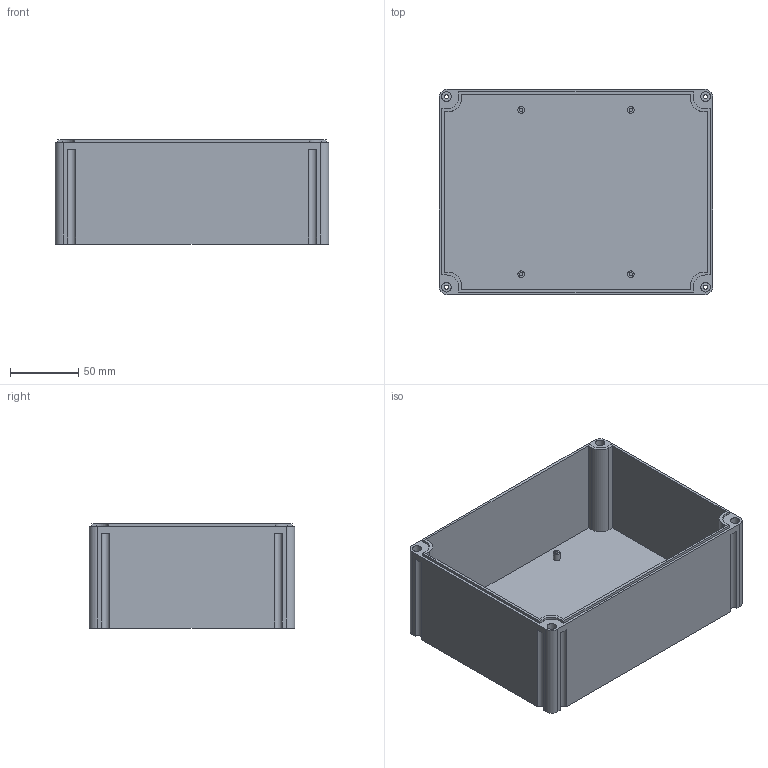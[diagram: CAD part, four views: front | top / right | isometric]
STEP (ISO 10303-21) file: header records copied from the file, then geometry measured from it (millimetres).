
FILE_DESCRIPTION(/* description */ (''),/* implementation_level */ '2;1');
FILE_NAME(/* name */ 'UMA_caixa.stp',/* time_stamp */ '2019-10-06T21:21:51-04:00',/* author */ ('Raphael'),/* organization */ (''),/* preprocessor_version */ 'ST-DEVELOPER v18',/* originating_system */ 'Autodesk Inventor 2020',/* authorisation */ '');
FILE_SCHEMA (('AUTOMOTIVE_DESIGN { 1 0 10303 214 3 1 1 }'));
Length unit declared in the file: millimetre
Products named in the file (1): UMA_caixa
Bounding box: 200 x 150 x 76 mm (x, y, z)
Volume: 287187 mm3; surface area: 166313.4 mm2
Topology: 1 solids, 1 shells, 88 faces, 236 edges, 164 vertices
Faces by surface type: plane 52, cylinder 36
Full cylindrical faces by diameter (mm): 2.4 x4, 3 x4, 5 x4, 7 x4
Entity records: 2869 total; most frequent: DIRECTION 506, CARTESIAN_POINT 489, ORIENTED_EDGE 472, EDGE_CURVE 236, AXIS2_PLACEMENT_3D 181, VERTEX_POINT 164, LINE 144, VECTOR 144
